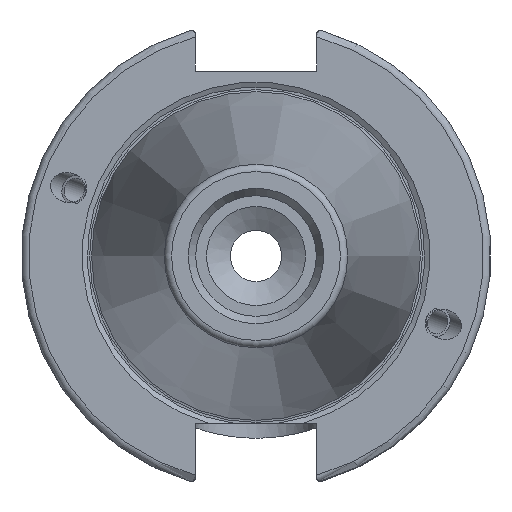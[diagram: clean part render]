
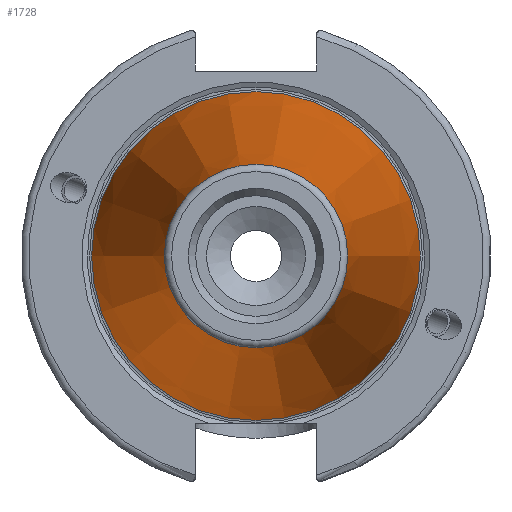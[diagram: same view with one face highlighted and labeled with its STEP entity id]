
A CAD part, left-side view. The second image highlights one B-rep face of the part: STEP entity #1728.
In plain terms, the highlighted conical face has half-angle 8.297 degrees and reference radius 17.248 mm.
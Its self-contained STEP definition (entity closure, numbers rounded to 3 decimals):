
#55=CONICAL_SURFACE('',#1950,17.248,0.145);
#187=FACE_OUTER_BOUND('',#289,.T.);
#289=EDGE_LOOP('',(#1473,#1474,#1475,#1476,#1477,#1478,#1479));
#388=LINE('',#3296,#470);
#470=VECTOR('',#2426,17.248);
#600=CIRCLE('',#1941,12.397);
#601=CIRCLE('',#1942,12.397);
#605=CIRCLE('',#1946,12.397);
#608=CIRCLE('',#1951,22.225);
#609=CIRCLE('',#1952,22.225);
#790=VERTEX_POINT('',#3275);
#791=VERTEX_POINT('',#3276);
#792=VERTEX_POINT('',#3278);
#797=VERTEX_POINT('',#3292);
#798=VERTEX_POINT('',#3293);
#1034=EDGE_CURVE('',#790,#791,#600,.T.);
#1035=EDGE_CURVE('',#791,#792,#601,.T.);
#1039=EDGE_CURVE('',#792,#790,#605,.T.);
#1042=EDGE_CURVE('',#797,#798,#608,.T.);
#1043=EDGE_CURVE('',#798,#797,#609,.T.);
#1044=EDGE_CURVE('',#798,#791,#388,.T.);
#1473=ORIENTED_EDGE('',*,*,#1042,.F.);
#1474=ORIENTED_EDGE('',*,*,#1043,.F.);
#1475=ORIENTED_EDGE('',*,*,#1044,.T.);
#1476=ORIENTED_EDGE('',*,*,#1034,.F.);
#1477=ORIENTED_EDGE('',*,*,#1039,.F.);
#1478=ORIENTED_EDGE('',*,*,#1035,.F.);
#1479=ORIENTED_EDGE('',*,*,#1044,.F.);
#1728=ADVANCED_FACE('',(#187),#55,.T.);
#1941=AXIS2_PLACEMENT_3D('',#3277,#2402,#2403);
#1942=AXIS2_PLACEMENT_3D('',#3279,#2404,#2405);
#1946=AXIS2_PLACEMENT_3D('',#3285,#2412,#2413);
#1950=AXIS2_PLACEMENT_3D('',#3291,#2420,#2421);
#1951=AXIS2_PLACEMENT_3D('',#3294,#2422,#2423);
#1952=AXIS2_PLACEMENT_3D('',#3295,#2424,#2425);
#2402=DIRECTION('center_axis',(-1.,0.,0.));
#2403=DIRECTION('ref_axis',(0.,-1.,0.));
#2404=DIRECTION('center_axis',(-1.,0.,0.));
#2405=DIRECTION('ref_axis',(0.,-1.,0.));
#2412=DIRECTION('center_axis',(-1.,0.,0.));
#2413=DIRECTION('ref_axis',(0.,-1.,0.));
#2420=DIRECTION('center_axis',(1.,0.,0.));
#2421=DIRECTION('ref_axis',(0.,1.,0.));
#2422=DIRECTION('center_axis',(1.,0.,0.));
#2423=DIRECTION('ref_axis',(0.,0.,-1.));
#2424=DIRECTION('center_axis',(1.,0.,0.));
#2425=DIRECTION('ref_axis',(0.,0.,-1.));
#2426=DIRECTION('',(-0.99,0.144,0.));
#3275=CARTESIAN_POINT('',(-67.394,12.397,0.));
#3276=CARTESIAN_POINT('',(-67.394,-12.397,0.));
#3277=CARTESIAN_POINT('Origin',(-67.394,0.,0.));
#3278=CARTESIAN_POINT('',(-67.394,0.,12.397));
#3279=CARTESIAN_POINT('Origin',(-67.394,0.,0.));
#3285=CARTESIAN_POINT('Origin',(-67.394,0.,0.));
#3291=CARTESIAN_POINT('Origin',(-34.125,0.,0.));
#3292=CARTESIAN_POINT('',(0.,22.225,0.));
#3293=CARTESIAN_POINT('',(0.,-22.225,0.));
#3294=CARTESIAN_POINT('Origin',(0.,0.,0.));
#3295=CARTESIAN_POINT('Origin',(0.,0.,0.));
#3296=CARTESIAN_POINT('',(-34.125,-17.248,0.));
